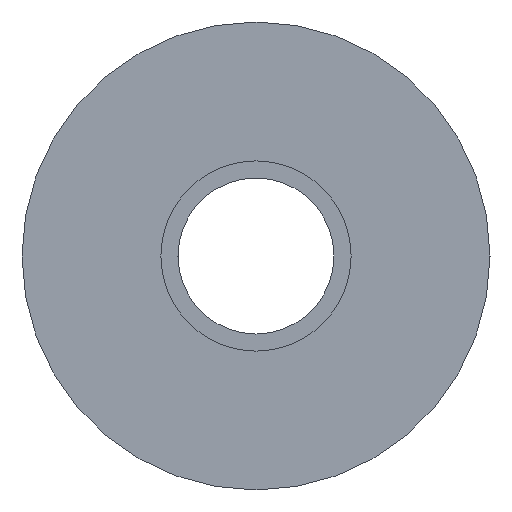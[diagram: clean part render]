
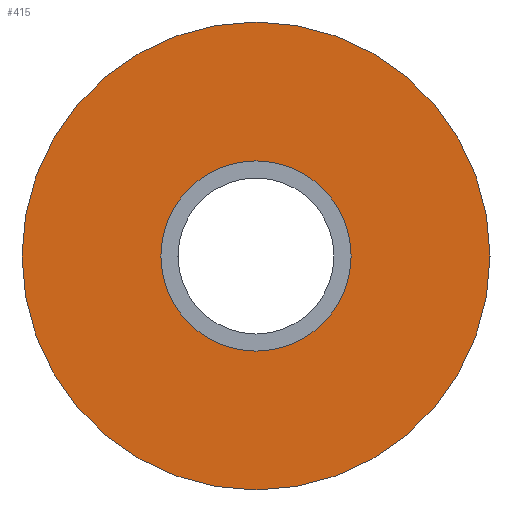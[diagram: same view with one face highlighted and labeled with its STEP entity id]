
A CAD part, left-side view. The second image highlights one B-rep face of the part: STEP entity #415.
In plain terms, the highlighted planar face has unit normal (-1, 0, 0).
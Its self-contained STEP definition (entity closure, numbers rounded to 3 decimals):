
#415=ADVANCED_FACE('',(#3202,#3203),#3201,.T.);
#3201=PLANE('',#8600);
#3202=FACE_OUTER_BOUND('',#8601,.T.);
#3203=FACE_BOUND('',#8602,.T.);
#8597=CARTESIAN_POINT('',(-48.,-31.177,-18.5));
#8598=DIRECTION('',(-1.,0.,0.));
#8599=DIRECTION('',(0.,0.,1.));
#8600=AXIS2_PLACEMENT_3D('',#8597,#8598,#8599);
#8601=EDGE_LOOP('',(#9977,#9978));
#8602=EDGE_LOOP('',(#9979,#9980));
#9977=ORIENTED_EDGE('',*,*,#10657,.T.);
#9978=ORIENTED_EDGE('',*,*,#10658,.T.);
#9979=ORIENTED_EDGE('',*,*,#10659,.F.);
#9980=ORIENTED_EDGE('',*,*,#10660,.F.);
#10657=EDGE_CURVE('',#14301,#14302,#14303,.T.);
#10658=EDGE_CURVE('',#14302,#14301,#14309,.T.);
#10659=EDGE_CURVE('',#14315,#14316,#14317,.T.);
#10660=EDGE_CURVE('',#14316,#14315,#14323,.T.);
#14301=VERTEX_POINT('',#17413);
#14302=VERTEX_POINT('',#17414);
#14303=CIRCLE('',#17418,15.);
#14309=CIRCLE('',#17422,15.);
#14315=VERTEX_POINT('',#17423);
#14316=VERTEX_POINT('',#17424);
#14317=CIRCLE('',#17428,6.1);
#14323=CIRCLE('',#17432,6.1);
#17413=CARTESIAN_POINT('',(-48.,0.,31.));
#17414=CARTESIAN_POINT('',(-48.,0.,1.));
#17415=CARTESIAN_POINT('',(-48.,0.,16.));
#17416=DIRECTION('',(-1.,0.,0.));
#17417=DIRECTION('',(0.,0.,1.));
#17418=AXIS2_PLACEMENT_3D('',#17415,#17416,#17417);
#17419=CARTESIAN_POINT('',(-48.,0.,16.));
#17420=DIRECTION('',(-1.,0.,0.));
#17421=DIRECTION('',(0.,0.,1.));
#17422=AXIS2_PLACEMENT_3D('',#17419,#17420,#17421);
#17423=CARTESIAN_POINT('',(-48.,0.,9.9));
#17424=CARTESIAN_POINT('',(-48.,0.,22.1));
#17425=CARTESIAN_POINT('',(-48.,0.,16.));
#17426=DIRECTION('',(-1.,0.,0.));
#17427=DIRECTION('',(0.,0.,1.));
#17428=AXIS2_PLACEMENT_3D('',#17425,#17426,#17427);
#17429=CARTESIAN_POINT('',(-48.,0.,16.));
#17430=DIRECTION('',(-1.,0.,0.));
#17431=DIRECTION('',(0.,0.,1.));
#17432=AXIS2_PLACEMENT_3D('',#17429,#17430,#17431);
